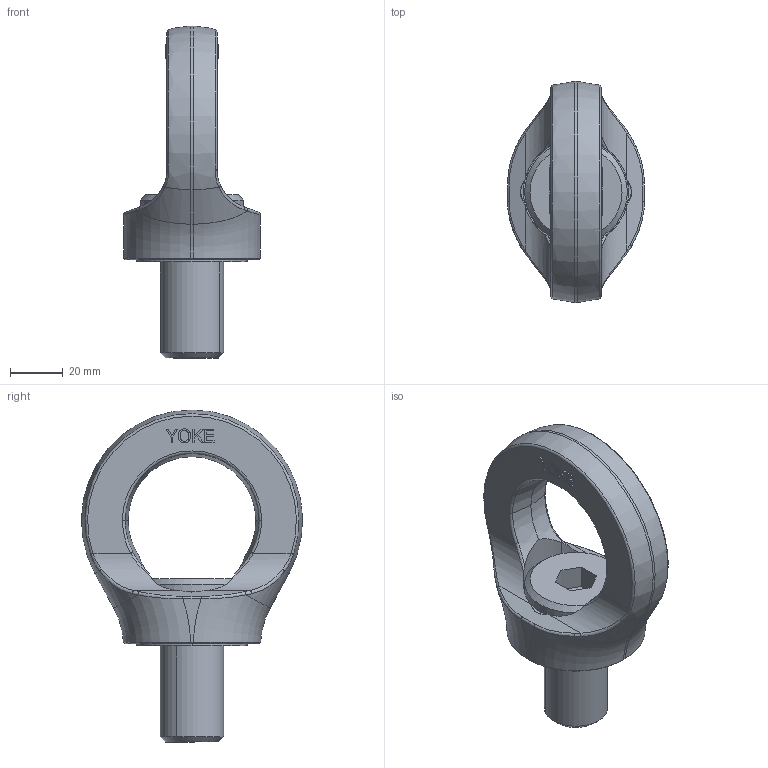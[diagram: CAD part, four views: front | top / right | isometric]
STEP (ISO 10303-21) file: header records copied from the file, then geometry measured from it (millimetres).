
FILE_DESCRIPTION(('CATIA V5 STEP Exchange'),'2;1');
FILE_NAME('8-S291-032.stp','2017-09-27T00:55:01+00:00',('none'),('none'),'CATIA Version 5 Release 21 GA (IN-10)','CATIA V5 STEP AP203','none');
FILE_SCHEMA(('CONFIG_CONTROL_DESIGN'));
Length unit declared in the file: millimetre
Products named in the file (1): 8-291K-032
Bounding box: 52 x 83.99 x 126.1 mm (x, y, z)
Volume: 120780.9 mm3; surface area: 23945 mm2
Topology: 1 solids, 1 shells, 341 faces, 931 edges, 604 vertices
Faces by surface type: plane 268, bspline 26, cylinder 21, cone 12, torus 12, revolution 2
Entity records: 11845 total; most frequent: CARTESIAN_POINT 3613, ORIENTED_EDGE 1862, DIRECTION 1387, EDGE_CURVE 931, VECTOR 766, LINE 766, VERTEX_POINT 604, EDGE_LOOP 355
